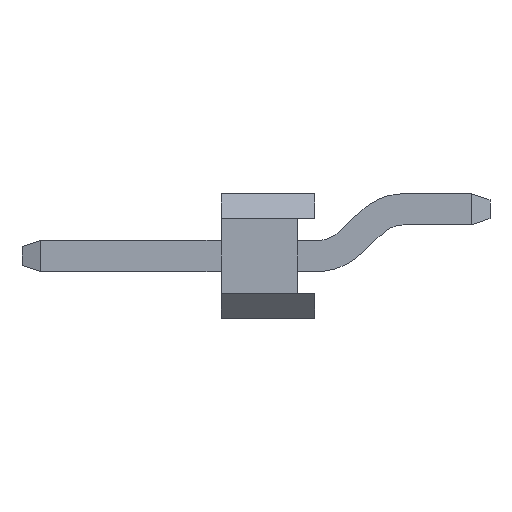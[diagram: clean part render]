
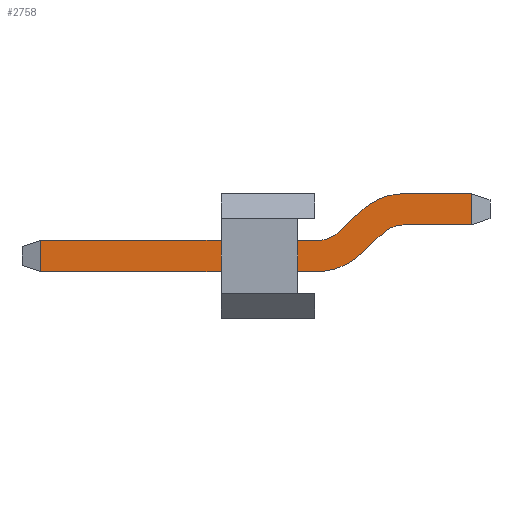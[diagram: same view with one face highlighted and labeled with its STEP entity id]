
A CAD part, left-side view. The second image highlights one B-rep face of the part: STEP entity #2758.
In plain terms, the highlighted planar face has unit normal (-1, 0, 0).
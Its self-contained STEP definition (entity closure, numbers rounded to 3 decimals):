
#47=CIRCLE('',#2965,0.5);
#48=CIRCLE('',#2968,1.);
#49=CIRCLE('',#2971,1.);
#50=CIRCLE('',#2972,0.5);
#210=FACE_OUTER_BOUND('',#370,.T.);
#370=EDGE_LOOP('',(#2431,#2432,#2433,#2434,#2435,#2436,#2437,#2438,#2439,
#2440,#2441,#2442));
#710=LINE('',#4358,#1078);
#714=LINE('',#4366,#1082);
#730=LINE('',#4405,#1098);
#734=LINE('',#4414,#1102);
#736=LINE('',#4420,#1104);
#737=LINE('',#4423,#1105);
#738=LINE('',#4425,#1106);
#739=LINE('',#4429,#1107);
#1078=VECTOR('',#3583,0.5);
#1082=VECTOR('',#3591,1.075);
#1098=VECTOR('',#3623,4.437);
#1102=VECTOR('',#3633,0.516);
#1104=VECTOR('',#3641,1.075);
#1105=VECTOR('',#3644,0.5);
#1106=VECTOR('',#3645,4.437);
#1107=VECTOR('',#3648,0.516);
#1320=VERTEX_POINT('',#4353);
#1321=VERTEX_POINT('',#4357);
#1323=VERTEX_POINT('',#4365);
#1336=VERTEX_POINT('',#4398);
#1338=VERTEX_POINT('',#4404);
#1339=VERTEX_POINT('',#4408);
#1340=VERTEX_POINT('',#4412);
#1341=VERTEX_POINT('',#4416);
#1342=VERTEX_POINT('',#4422);
#1343=VERTEX_POINT('',#4424);
#1344=VERTEX_POINT('',#4426);
#1345=VERTEX_POINT('',#4428);
#1678=EDGE_CURVE('',#1320,#1321,#710,.T.);
#1682=EDGE_CURVE('',#1321,#1323,#714,.T.);
#1702=EDGE_CURVE('',#1338,#1336,#730,.T.);
#1705=EDGE_CURVE('',#1339,#1338,#47,.T.);
#1707=EDGE_CURVE('',#1340,#1339,#734,.T.);
#1709=EDGE_CURVE('',#1341,#1340,#48,.T.);
#1710=EDGE_CURVE('',#1320,#1341,#736,.T.);
#1711=EDGE_CURVE('',#1342,#1336,#737,.T.);
#1712=EDGE_CURVE('',#1343,#1342,#738,.T.);
#1713=EDGE_CURVE('',#1344,#1343,#49,.T.);
#1714=EDGE_CURVE('',#1345,#1344,#739,.T.);
#1715=EDGE_CURVE('',#1323,#1345,#50,.T.);
#2431=ORIENTED_EDGE('',*,*,#1711,.F.);
#2432=ORIENTED_EDGE('',*,*,#1712,.F.);
#2433=ORIENTED_EDGE('',*,*,#1713,.F.);
#2434=ORIENTED_EDGE('',*,*,#1714,.F.);
#2435=ORIENTED_EDGE('',*,*,#1715,.F.);
#2436=ORIENTED_EDGE('',*,*,#1682,.F.);
#2437=ORIENTED_EDGE('',*,*,#1678,.F.);
#2438=ORIENTED_EDGE('',*,*,#1710,.T.);
#2439=ORIENTED_EDGE('',*,*,#1709,.T.);
#2440=ORIENTED_EDGE('',*,*,#1707,.T.);
#2441=ORIENTED_EDGE('',*,*,#1705,.T.);
#2442=ORIENTED_EDGE('',*,*,#1702,.T.);
#2612=PLANE('',#2970);
#2758=ADVANCED_FACE('',(#210),#2612,.T.);
#2965=AXIS2_PLACEMENT_3D('',#4410,#3628,#3629);
#2968=AXIS2_PLACEMENT_3D('',#4418,#3637,#3638);
#2970=AXIS2_PLACEMENT_3D('',#4421,#3642,#3643);
#2971=AXIS2_PLACEMENT_3D('',#4427,#3646,#3647);
#2972=AXIS2_PLACEMENT_3D('',#4430,#3649,#3650);
#3583=DIRECTION('',(0.,1.,0.));
#3591=DIRECTION('',(0.,0.,1.));
#3623=DIRECTION('',(0.,0.,1.));
#3628=DIRECTION('center_axis',(1.,0.,0.));
#3629=DIRECTION('ref_axis',(0.,0.734,-0.68));
#3633=DIRECTION('',(0.,0.68,0.734));
#3637=DIRECTION('center_axis',(-1.,0.,0.));
#3638=DIRECTION('ref_axis',(0.,-1.,0.));
#3641=DIRECTION('',(0.,0.,1.));
#3642=DIRECTION('center_axis',(-1.,0.,0.));
#3643=DIRECTION('ref_axis',(0.,-1.,0.));
#3644=DIRECTION('',(0.,-1.,0.));
#3645=DIRECTION('',(0.,0.,1.));
#3646=DIRECTION('center_axis',(1.,0.,0.));
#3647=DIRECTION('ref_axis',(0.,0.734,-0.68));
#3648=DIRECTION('',(0.,0.68,0.734));
#3649=DIRECTION('center_axis',(-1.,0.,0.));
#3650=DIRECTION('ref_axis',(0.,-1.,0.));
#4353=CARTESIAN_POINT('',(-0.25,-1.,-2.473));
#4357=CARTESIAN_POINT('',(-0.25,-0.5,-2.473));
#4358=CARTESIAN_POINT('',(-0.25,-1.,-2.473));
#4365=CARTESIAN_POINT('',(-0.25,-0.5,-1.398));
#4366=CARTESIAN_POINT('',(-0.25,-0.5,-2.473));
#4398=CARTESIAN_POINT('',(-0.25,-0.25,4.437));
#4404=CARTESIAN_POINT('',(-0.25,-0.25,0.));
#4405=CARTESIAN_POINT('',(-0.25,-0.25,0.));
#4408=CARTESIAN_POINT('',(-0.25,-0.383,-0.34));
#4410=CARTESIAN_POINT('Origin',(-0.25,-0.75,0.));
#4412=CARTESIAN_POINT('',(-0.25,-0.734,-0.718));
#4414=CARTESIAN_POINT('',(-0.25,-0.734,-0.718));
#4416=CARTESIAN_POINT('',(-0.25,-1.,-1.398));
#4418=CARTESIAN_POINT('Origin',(-0.25,0.,-1.398));
#4420=CARTESIAN_POINT('',(-0.25,-1.,-2.473));
#4421=CARTESIAN_POINT('Origin',(-0.25,-0.5,-2.773));
#4422=CARTESIAN_POINT('',(-0.25,0.25,4.437));
#4423=CARTESIAN_POINT('',(-0.25,0.25,4.437));
#4424=CARTESIAN_POINT('',(-0.25,0.25,0.));
#4425=CARTESIAN_POINT('',(-0.25,0.25,0.));
#4426=CARTESIAN_POINT('',(-0.25,-0.016,-0.68));
#4427=CARTESIAN_POINT('Origin',(-0.25,-0.75,0.));
#4428=CARTESIAN_POINT('',(-0.25,-0.367,-1.058));
#4429=CARTESIAN_POINT('',(-0.25,-0.367,-1.058));
#4430=CARTESIAN_POINT('Origin',(-0.25,0.,-1.398));
